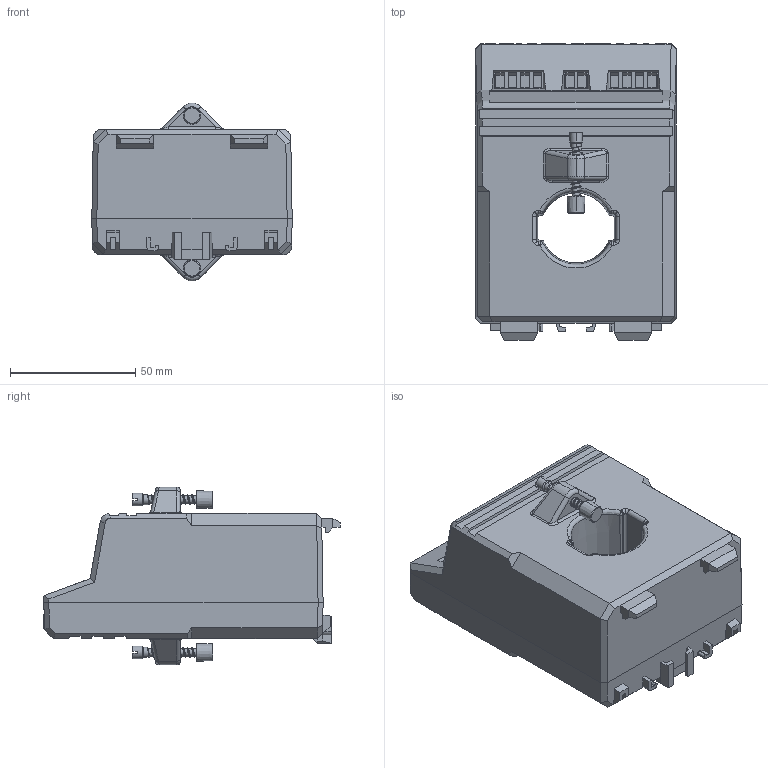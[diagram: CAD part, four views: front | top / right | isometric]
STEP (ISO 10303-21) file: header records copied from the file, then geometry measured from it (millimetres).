
FILE_DESCRIPTION (( 'STEP AP214' ), '1' );
FILE_NAME ('SWMU31.5_kpl.STEP', '2012-11-13T10:28:12', ( ' ' ), ( '' ), 'SwSTEP 2.0', 'SolidWorks 2012', '' );
FILE_SCHEMA (( 'AUTOMOTIVE_DESIGN' ));
Length unit declared in the file: millimetre
Products named in the file (4): Plastite_Schraube_30_mit-Gewinde; SWMU31.5_Gehäuse; Isolierschutzkappe; SWMU31.5_kpl
Assembly tree (5 placements, depth 2):
  SWMU31.5_kpl
    SWMU31.5_Gehäuse
    Plastite_Schraube_30_mit-Gewinde  x2
    Isolierschutzkappe  x2
Bounding box: 80 x 118.53 x 71 mm (x, y, z)
Volume: 353706.4 mm3; surface area: 45279.6 mm2
Topology: 5 solids, 5 shells, 620 faces, 1611 edges, 1019 vertices
Faces by surface type: plane 372, cylinder 143, bspline 72, cone 26, torus 7
Entity records: 22004 total; most frequent: CARTESIAN_POINT 8929, ORIENTED_EDGE 2918, DIRECTION 2355, EDGE_CURVE 1459, LINE 1047, VECTOR 1047, VERTEX_POINT 927, AXIS2_PLACEMENT_3D 654
